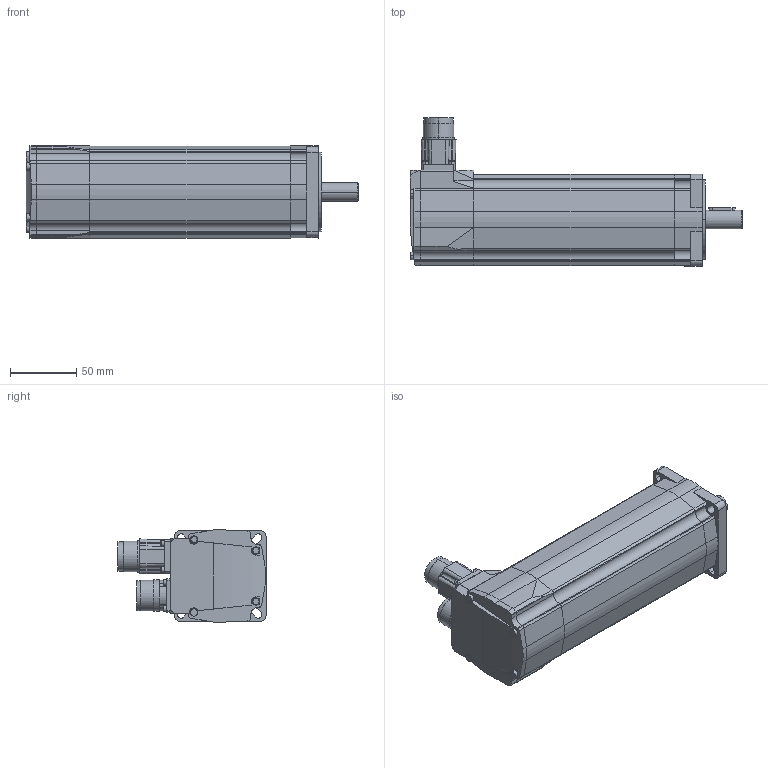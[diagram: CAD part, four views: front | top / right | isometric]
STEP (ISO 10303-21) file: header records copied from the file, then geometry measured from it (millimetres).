
FILE_DESCRIPTION(('STEP AP242'),'1');
FILE_NAME('bsh0703p11a1a.stp','2021-03-06T02:15:02',('TraceParts'),('TraceParts S.A.'),'Spatial InterOp 3D',' ',' ');
FILE_SCHEMA(('AP242_MANAGED_MODEL_BASED_3D_ENGINEERING_MIM_LF {1 0 10303 442 1 1 4}'));
Length unit declared in the file: millimetre
Products named in the file (1): bsh0703p11a1a_1
Bounding box: 250 x 111.5 x 69.89 mm (x, y, z)
Volume: 945210.7 mm3; surface area: 103041.6 mm2
Topology: 7 solids, 7 shells, 440 faces, 1110 edges, 729 vertices
Faces by surface type: cylinder 217, plane 168, cone 33, torus 22
Entity records: 13632 total; most frequent: CARTESIAN_POINT 2550, DIRECTION 2506, ORIENTED_EDGE 2216, EDGE_CURVE 1108, AXIS2_PLACEMENT_3D 988, VERTEX_POINT 729, LINE 530, VECTOR 530
